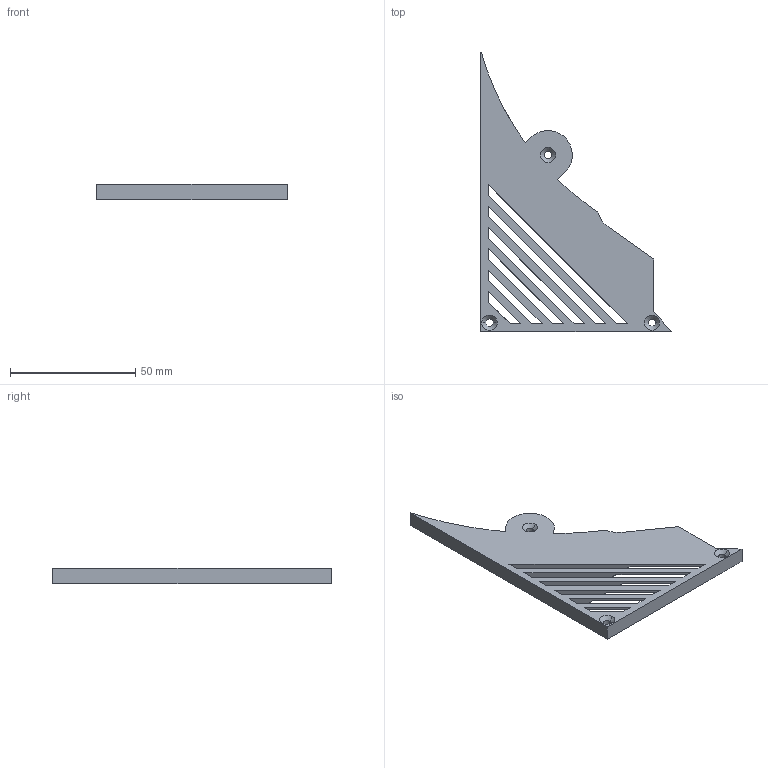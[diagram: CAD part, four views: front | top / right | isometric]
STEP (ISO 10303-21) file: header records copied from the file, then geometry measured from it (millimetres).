
FILE_DESCRIPTION (( 'STEP AP214' ), '1' );
FILE_NAME ('UNIT_electronics_bay_left-cover step.STEP', '2025-10-06T13:02:00', ( '' ), ( '' ), 'SwSTEP 2.0', 'SolidWorks 2020', '' );
FILE_SCHEMA (( 'AUTOMOTIVE_DESIGN' ));
Length unit declared in the file: millimetre
Products named in the file (1): UNIT_electronics_bay_left-cover step
Bounding box: 76 x 111.24 x 6 mm (x, y, z)
Volume: 12309.5 mm3; surface area: 11482.3 mm2
Topology: 1 solids, 1 shells, 77 faces, 234 edges, 154 vertices
Faces by surface type: plane 54, cylinder 15, cone 8
Entity records: 2670 total; most frequent: CARTESIAN_POINT 478, ORIENTED_EDGE 468, DIRECTION 425, EDGE_CURVE 234, LINE 191, VECTOR 191, VERTEX_POINT 154, AXIS2_PLACEMENT_3D 117
